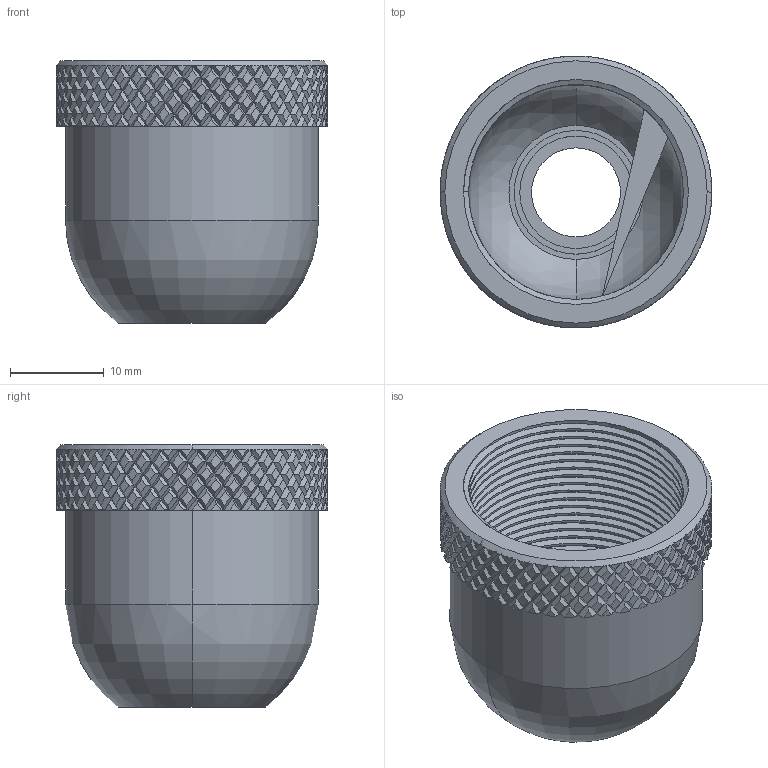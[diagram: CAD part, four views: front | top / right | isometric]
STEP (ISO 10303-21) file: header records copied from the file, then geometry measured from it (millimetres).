
FILE_DESCRIPTION (( 'STEP AP203' ), '1' );
FILE_NAME ('partie superieur.STEP', '2023-09-25T14:18:51', ( '' ), ( '' ), 'SwSTEP 2.0', 'SolidWorks 2019', '' );
FILE_SCHEMA (( 'CONFIG_CONTROL_DESIGN' ));
Length unit declared in the file: millimetre
Products named in the file (1): partie superieur
Bounding box: 29 x 29 x 28 mm (x, y, z)
Volume: 4780.2 mm3; surface area: 6125.3 mm2
Topology: 1 solids, 1 shells, 920 faces, 2647 edges, 1731 vertices
Faces by surface type: bspline 543, cylinder 317, plane 54, torus 2, cone 2, sphere 2
Entity records: 37269 total; most frequent: CARTESIAN_POINT 21244, ORIENTED_EDGE 5286, EDGE_CURVE 2643, VERTEX_POINT 1729, DIRECTION 1234, EDGE_LOOP 926, ADVANCED_FACE 920, FACE_OUTER_BOUND 920
